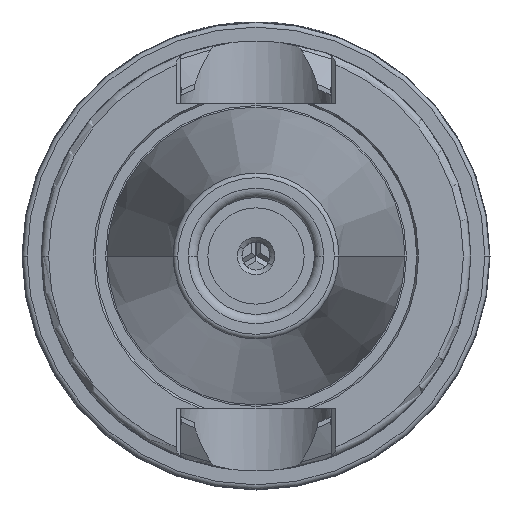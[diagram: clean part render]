
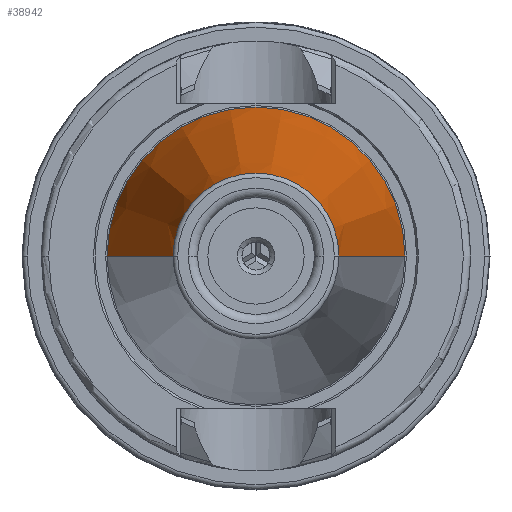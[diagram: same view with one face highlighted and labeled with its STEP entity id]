
A CAD part, front view. The second image highlights one B-rep face of the part: STEP entity #38942.
In plain terms, the highlighted conical face has half-angle 8.297 degrees and reference radius 8.879 mm.
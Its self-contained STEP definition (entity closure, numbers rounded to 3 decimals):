
#407 = CARTESIAN_POINT ( 'NONE',  ( -15.948, 48.9, 0. ) ) ;
#2574 = ORIENTED_EDGE ( 'NONE', *, *, #21537, .T. ) ;
#2742 = DIRECTION ( 'NONE',  ( 0., 1., 0. ) ) ;
#2964 = DIRECTION ( 'NONE',  ( -1., 0., 0. ) ) ;
#5922 = CARTESIAN_POINT ( 'NONE',  ( -8.879, 0.428, 0. ) ) ;
#6335 = DIRECTION ( 'NONE',  ( -0.144, 0.99, 0. ) ) ;
#6656 = CARTESIAN_POINT ( 'NONE',  ( 0., 0.428, 0. ) ) ;
#7039 = ORIENTED_EDGE ( 'NONE', *, *, #14541, .T. ) ;
#9757 = LINE ( 'NONE', #5922, #25548 ) ;
#9916 = DIRECTION ( 'NONE',  ( 0.144, 0.99, 0. ) ) ;
#10732 = VERTEX_POINT ( 'NONE', #407 ) ;
#11539 = ORIENTED_EDGE ( 'NONE', *, *, #22549, .F. ) ;
#11867 = EDGE_LOOP ( 'NONE', ( #7039, #2574, #11539, #26855 ) ) ;
#14541 = EDGE_CURVE ( 'NONE', #37294, #31688, #39561, .T. ) ;
#16267 = VECTOR ( 'NONE', #9916, 1000. ) ;
#17167 = AXIS2_PLACEMENT_3D ( 'NONE', #30930, #2742, #25048 ) ;
#17259 = LINE ( 'NONE', #19576, #16267 ) ;
#19576 = CARTESIAN_POINT ( 'NONE',  ( 8.879, 0.428, 0. ) ) ;
#21537 = EDGE_CURVE ( 'NONE', #31688, #37676, #17259, .T. ) ;
#22549 = EDGE_CURVE ( 'NONE', #10732, #37676, #30949, .T. ) ;
#23684 = EDGE_CURVE ( 'NONE', #37294, #10732, #9757, .T. ) ;
#24223 = AXIS2_PLACEMENT_3D ( 'NONE', #36899, #27479, #33877 ) ;
#25048 = DIRECTION ( 'NONE',  ( -1., 0., 0. ) ) ;
#25548 = VECTOR ( 'NONE', #6335, 1000. ) ;
#26855 = ORIENTED_EDGE ( 'NONE', *, *, #23684, .F. ) ;
#27479 = DIRECTION ( 'NONE',  ( 0., 1., 0. ) ) ;
#30930 = CARTESIAN_POINT ( 'NONE',  ( 0., 0.428, 0. ) ) ;
#30949 = CIRCLE ( 'NONE', #24223, 15.948 ) ;
#31688 = VERTEX_POINT ( 'NONE', #40149 ) ;
#31715 = CONICAL_SURFACE ( 'NONE', #38545, 8.879, 0.145 ) ;
#32676 = FACE_OUTER_BOUND ( 'NONE', #11867, .T. ) ;
#33169 = CARTESIAN_POINT ( 'NONE',  ( 15.948, 48.9, 0. ) ) ;
#33877 = DIRECTION ( 'NONE',  ( -1., 0., 0. ) ) ;
#34828 = DIRECTION ( 'NONE',  ( 0., 1., 0. ) ) ;
#36899 = CARTESIAN_POINT ( 'NONE',  ( 0., 48.9, 0. ) ) ;
#37294 = VERTEX_POINT ( 'NONE', #40300 ) ;
#37676 = VERTEX_POINT ( 'NONE', #33169 ) ;
#38545 = AXIS2_PLACEMENT_3D ( 'NONE', #6656, #34828, #2964 ) ;
#38942 = ADVANCED_FACE ( 'NONE', ( #32676 ), #31715, .T. ) ;
#39561 = CIRCLE ( 'NONE', #17167, 8.879 ) ;
#40149 = CARTESIAN_POINT ( 'NONE',  ( 8.879, 0.428, 0. ) ) ;
#40300 = CARTESIAN_POINT ( 'NONE',  ( -8.879, 0.428, 0. ) ) ;
